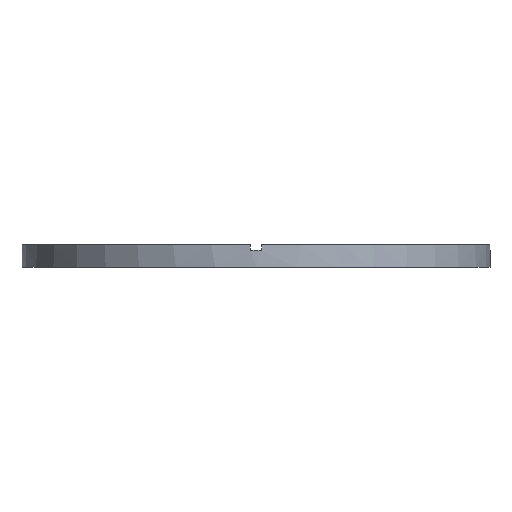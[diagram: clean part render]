
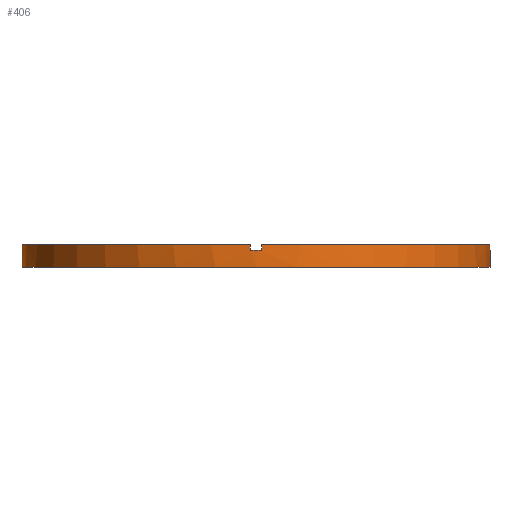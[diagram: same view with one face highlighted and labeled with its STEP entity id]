
A CAD part, front view. The second image highlights one B-rep face of the part: STEP entity #406.
In plain terms, the highlighted cylindrical face has radius 41 mm (diameter 82 mm), a partial arc.
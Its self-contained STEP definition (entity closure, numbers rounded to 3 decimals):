
#18 = LINE ( 'NONE', #418, #286 ) ;
#28 = DIRECTION ( 'NONE',  ( 0., 0., 1. ) ) ;
#32 = EDGE_CURVE ( 'NONE', #210, #411, #429, .T. ) ;
#34 = CARTESIAN_POINT ( 'NONE',  ( -41., 0., 4. ) ) ;
#35 = CARTESIAN_POINT ( 'NONE',  ( -40.988, -1., 4. ) ) ;
#49 = CIRCLE ( 'NONE', #420, 41. ) ;
#57 = CIRCLE ( 'NONE', #447, 41. ) ;
#58 = VECTOR ( 'NONE', #715, 1000. ) ;
#60 = AXIS2_PLACEMENT_3D ( 'NONE', #79, #28, #576 ) ;
#64 = EDGE_CURVE ( 'NONE', #95, #738, #440, .T. ) ;
#72 = VERTEX_POINT ( 'NONE', #208 ) ;
#79 = CARTESIAN_POINT ( 'NONE',  ( 0., 0., 3. ) ) ;
#80 = LINE ( 'NONE', #34, #589 ) ;
#81 = FACE_OUTER_BOUND ( 'NONE', #367, .T. ) ;
#84 = DIRECTION ( 'NONE',  ( 0., 0., 1. ) ) ;
#86 = CYLINDRICAL_SURFACE ( 'NONE', #578, 41. ) ;
#91 = CARTESIAN_POINT ( 'NONE',  ( 1., -40.988, 4. ) ) ;
#94 = DIRECTION ( 'NONE',  ( 0., 0., -1. ) ) ;
#95 = VERTEX_POINT ( 'NONE', #691 ) ;
#106 = AXIS2_PLACEMENT_3D ( 'NONE', #160, #592, #671 ) ;
#110 = VERTEX_POINT ( 'NONE', #780 ) ;
#120 = EDGE_CURVE ( 'NONE', #727, #738, #57, .T. ) ;
#148 = ORIENTED_EDGE ( 'NONE', *, *, #389, .F. ) ;
#150 = ORIENTED_EDGE ( 'NONE', *, *, #320, .F. ) ;
#153 = CARTESIAN_POINT ( 'NONE',  ( 0., 0., 4. ) ) ;
#160 = CARTESIAN_POINT ( 'NONE',  ( 0., 0., 3. ) ) ;
#179 = DIRECTION ( 'NONE',  ( 0., 0., -1. ) ) ;
#199 = DIRECTION ( 'NONE',  ( 1., 0., 0. ) ) ;
#208 = CARTESIAN_POINT ( 'NONE',  ( 41., 0., 0. ) ) ;
#210 = VERTEX_POINT ( 'NONE', #678 ) ;
#219 = ORIENTED_EDGE ( 'NONE', *, *, #762, .T. ) ;
#220 = CARTESIAN_POINT ( 'NONE',  ( -40.988, -1., 4. ) ) ;
#226 = ORIENTED_EDGE ( 'NONE', *, *, #64, .T. ) ;
#237 = LINE ( 'NONE', #720, #510 ) ;
#257 = DIRECTION ( 'NONE',  ( 0., 0., -1. ) ) ;
#270 = EDGE_CURVE ( 'NONE', #210, #518, #80, .T. ) ;
#274 = DIRECTION ( 'NONE',  ( 0., 0., 1. ) ) ;
#275 = CARTESIAN_POINT ( 'NONE',  ( 40.988, -1., 4. ) ) ;
#276 = DIRECTION ( 'NONE',  ( 0., 0., -1. ) ) ;
#283 = CIRCLE ( 'NONE', #341, 41. ) ;
#286 = VECTOR ( 'NONE', #542, 1000. ) ;
#297 = CARTESIAN_POINT ( 'NONE',  ( 1., -40.988, 4. ) ) ;
#320 = EDGE_CURVE ( 'NONE', #95, #487, #49, .T. ) ;
#326 = DIRECTION ( 'NONE',  ( -1., 0., 0. ) ) ;
#332 = CARTESIAN_POINT ( 'NONE',  ( -1., -40.988, 3. ) ) ;
#337 = VECTOR ( 'NONE', #179, 1000. ) ;
#341 = AXIS2_PLACEMENT_3D ( 'NONE', #575, #466, #577 ) ;
#347 = CARTESIAN_POINT ( 'NONE',  ( 0., 0., 0. ) ) ;
#358 = LINE ( 'NONE', #297, #337 ) ;
#367 = EDGE_LOOP ( 'NONE', ( #488, #150, #226, #375, #219, #148, #643, #395, #376, #410, #739, #400 ) ) ;
#375 = ORIENTED_EDGE ( 'NONE', *, *, #120, .F. ) ;
#376 = ORIENTED_EDGE ( 'NONE', *, *, #538, .T. ) ;
#382 = CARTESIAN_POINT ( 'NONE',  ( 0., 0., 3. ) ) ;
#389 = EDGE_CURVE ( 'NONE', #649, #442, #623, .T. ) ;
#395 = ORIENTED_EDGE ( 'NONE', *, *, #669, .F. ) ;
#400 = ORIENTED_EDGE ( 'NONE', *, *, #719, .T. ) ;
#406 = ADVANCED_FACE ( 'NONE', ( #81 ), #86, .T. ) ;
#410 = ORIENTED_EDGE ( 'NONE', *, *, #32, .F. ) ;
#411 = VERTEX_POINT ( 'NONE', #754 ) ;
#418 = CARTESIAN_POINT ( 'NONE',  ( -1., -40.988, 4. ) ) ;
#420 = AXIS2_PLACEMENT_3D ( 'NONE', #382, #635, #199 ) ;
#423 = CARTESIAN_POINT ( 'NONE',  ( 41., 0., 3. ) ) ;
#429 = CIRCLE ( 'NONE', #106, 41. ) ;
#440 = LINE ( 'NONE', #544, #58 ) ;
#442 = VERTEX_POINT ( 'NONE', #598 ) ;
#447 = AXIS2_PLACEMENT_3D ( 'NONE', #153, #274, #600 ) ;
#449 = CARTESIAN_POINT ( 'NONE',  ( -41., 0., 0. ) ) ;
#454 = EDGE_CURVE ( 'NONE', #487, #72, #237, .T. ) ;
#463 = AXIS2_PLACEMENT_3D ( 'NONE', #347, #84, #580 ) ;
#466 = DIRECTION ( 'NONE',  ( 0., 0., 1. ) ) ;
#473 = DIRECTION ( 'NONE',  ( 0., 0., -1. ) ) ;
#487 = VERTEX_POINT ( 'NONE', #423 ) ;
#488 = ORIENTED_EDGE ( 'NONE', *, *, #454, .F. ) ;
#510 = VECTOR ( 'NONE', #257, 1000. ) ;
#518 = VERTEX_POINT ( 'NONE', #449 ) ;
#531 = VECTOR ( 'NONE', #94, 1000. ) ;
#536 = CARTESIAN_POINT ( 'NONE',  ( 0., 0., 4. ) ) ;
#538 = EDGE_CURVE ( 'NONE', #734, #411, #772, .T. ) ;
#542 = DIRECTION ( 'NONE',  ( 0., 0., 1. ) ) ;
#544 = CARTESIAN_POINT ( 'NONE',  ( 40.988, -1., 4. ) ) ;
#575 = CARTESIAN_POINT ( 'NONE',  ( 0., 0., 4. ) ) ;
#576 = DIRECTION ( 'NONE',  ( 1., 0., 0. ) ) ;
#577 = DIRECTION ( 'NONE',  ( 1., 0., 0. ) ) ;
#578 = AXIS2_PLACEMENT_3D ( 'NONE', #536, #276, #326 ) ;
#580 = DIRECTION ( 'NONE',  ( 1., 0., 0. ) ) ;
#589 = VECTOR ( 'NONE', #473, 1000. ) ;
#592 = DIRECTION ( 'NONE',  ( 0., 0., 1. ) ) ;
#598 = CARTESIAN_POINT ( 'NONE',  ( 1., -40.988, 3. ) ) ;
#600 = DIRECTION ( 'NONE',  ( 1., 0., 0. ) ) ;
#615 = CIRCLE ( 'NONE', #463, 41. ) ;
#623 = CIRCLE ( 'NONE', #60, 41. ) ;
#635 = DIRECTION ( 'NONE',  ( 0., 0., 1. ) ) ;
#643 = ORIENTED_EDGE ( 'NONE', *, *, #717, .T. ) ;
#649 = VERTEX_POINT ( 'NONE', #332 ) ;
#669 = EDGE_CURVE ( 'NONE', #734, #110, #283, .T. ) ;
#671 = DIRECTION ( 'NONE',  ( 1., 0., 0. ) ) ;
#678 = CARTESIAN_POINT ( 'NONE',  ( -41., 0., 3. ) ) ;
#691 = CARTESIAN_POINT ( 'NONE',  ( 40.988, -1., 3. ) ) ;
#715 = DIRECTION ( 'NONE',  ( 0., 0., 1. ) ) ;
#717 = EDGE_CURVE ( 'NONE', #649, #110, #18, .T. ) ;
#719 = EDGE_CURVE ( 'NONE', #518, #72, #615, .T. ) ;
#720 = CARTESIAN_POINT ( 'NONE',  ( 41., 0., 4. ) ) ;
#727 = VERTEX_POINT ( 'NONE', #91 ) ;
#734 = VERTEX_POINT ( 'NONE', #220 ) ;
#738 = VERTEX_POINT ( 'NONE', #275 ) ;
#739 = ORIENTED_EDGE ( 'NONE', *, *, #270, .T. ) ;
#754 = CARTESIAN_POINT ( 'NONE',  ( -40.988, -1., 3. ) ) ;
#762 = EDGE_CURVE ( 'NONE', #727, #442, #358, .T. ) ;
#772 = LINE ( 'NONE', #35, #531 ) ;
#780 = CARTESIAN_POINT ( 'NONE',  ( -1., -40.988, 4. ) ) ;
